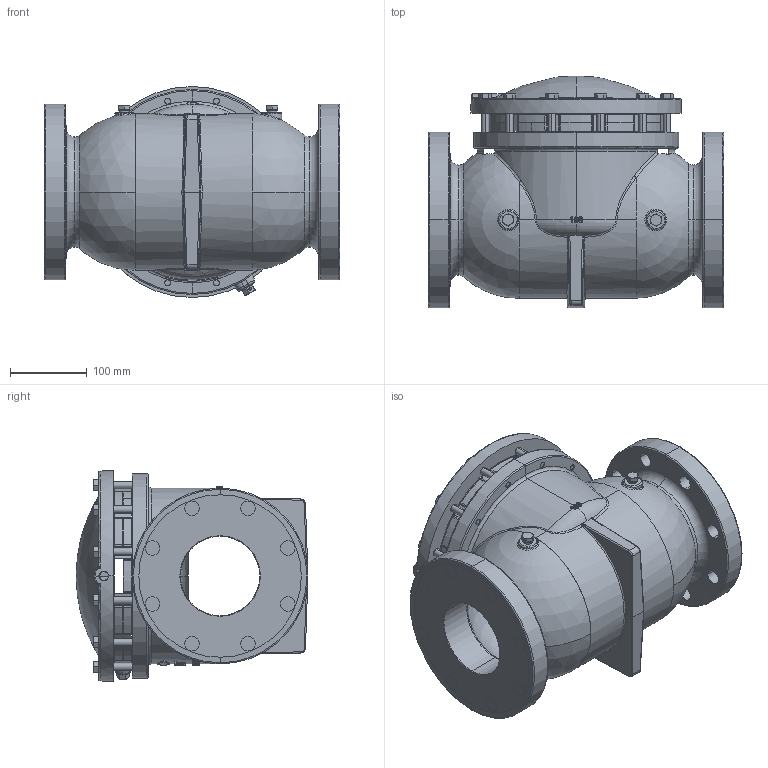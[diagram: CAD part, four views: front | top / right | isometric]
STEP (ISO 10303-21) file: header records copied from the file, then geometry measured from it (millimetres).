
FILE_DESCRIPTION (( 'STEP AP203' ), '1' );
FILE_NAME ('4 INCH 412 FMT (EMI).STEP', '2014-01-22T19:45:32', ( 'PCTech' ), ( 'Microsoft' ), 'SwSTEP 2.0', 'SolidWorks 2013', '' );
FILE_SCHEMA (( 'CONFIG_CONTROL_DESIGN' ));
Products named in the file (1): 4 INCH 412 FMT (EMI)
Bounding box: 384.18 x 301.63 x 274.38 mm (x, y, z)
Surface area: 680522.5 mm2 (no closed solid volume)
Topology: 0 solids, 53 shells, 882 faces, 2887 edges, 1965 vertices
Faces by surface type: plane 282, bspline 197, cylinder 176, cone 165, torus 52, sphere 10
Entity records: 44129 total; most frequent: CARTESIAN_POINT 22447, ORIENTED_EDGE 4583, DIRECTION 3805, EDGE_CURVE 2874, VERTEX_POINT 1963, AXIS2_PLACEMENT_3D 1548, EDGE_LOOP 989, B_SPLINE_CURVE_WITH_KNOTS 895
